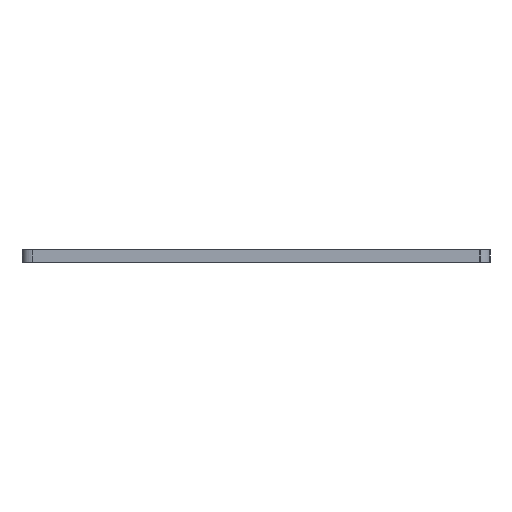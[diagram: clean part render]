
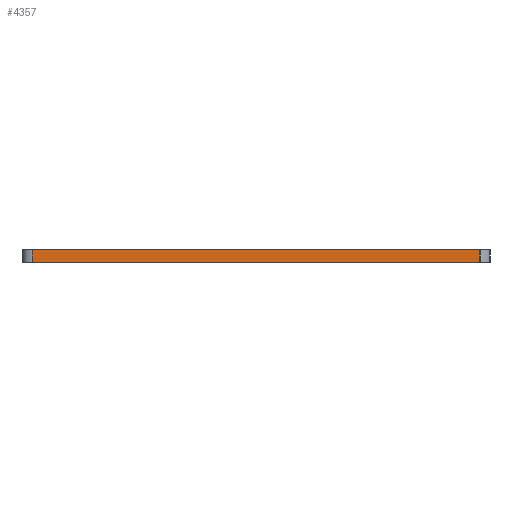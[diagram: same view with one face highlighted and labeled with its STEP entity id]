
A CAD part, front view. The second image highlights one B-rep face of the part: STEP entity #4357.
In plain terms, the highlighted planar face has unit normal (0, -1, 0).
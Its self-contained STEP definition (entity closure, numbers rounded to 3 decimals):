
#185 = VERTEX_POINT('',#186);
#186 = CARTESIAN_POINT('',(13.881,33.998,0.));
#193 = EDGE_CURVE('',#194,#185,#196,.T.);
#194 = VERTEX_POINT('',#195);
#195 = CARTESIAN_POINT('',(69.761,33.998,0.));
#196 = LINE('',#197,#198);
#197 = CARTESIAN_POINT('',(69.761,33.998,0.));
#198 = VECTOR('',#199,1.);
#199 = DIRECTION('',(-1.,0.,0.));
#2193 = VERTEX_POINT('',#2194);
#2194 = CARTESIAN_POINT('',(13.881,33.998,1.6));
#2201 = EDGE_CURVE('',#2202,#2193,#2204,.T.);
#2202 = VERTEX_POINT('',#2203);
#2203 = CARTESIAN_POINT('',(69.761,33.998,1.6));
#2204 = LINE('',#2205,#2206);
#2205 = CARTESIAN_POINT('',(69.761,33.998,1.6));
#2206 = VECTOR('',#2207,1.);
#2207 = DIRECTION('',(-1.,0.,0.));
#4327 = EDGE_CURVE('',#185,#2193,#4328,.T.);
#4328 = LINE('',#4329,#4330);
#4329 = CARTESIAN_POINT('',(13.881,33.998,0.));
#4330 = VECTOR('',#4331,1.);
#4331 = DIRECTION('',(0.,0.,1.));
#4357 = ADVANCED_FACE('',(#4358),#4369,.T.);
#4358 = FACE_BOUND('',#4359,.T.);
#4359 = EDGE_LOOP('',(#4360,#4366,#4367,#4368));
#4360 = ORIENTED_EDGE('',*,*,#4361,.T.);
#4361 = EDGE_CURVE('',#194,#2202,#4362,.T.);
#4362 = LINE('',#4363,#4364);
#4363 = CARTESIAN_POINT('',(69.761,33.998,0.));
#4364 = VECTOR('',#4365,1.);
#4365 = DIRECTION('',(0.,0.,1.));
#4366 = ORIENTED_EDGE('',*,*,#2201,.T.);
#4367 = ORIENTED_EDGE('',*,*,#4327,.F.);
#4368 = ORIENTED_EDGE('',*,*,#193,.F.);
#4369 = PLANE('',#4370);
#4370 = AXIS2_PLACEMENT_3D('',#4371,#4372,#4373);
#4371 = CARTESIAN_POINT('',(69.761,33.998,0.));
#4372 = DIRECTION('',(0.,-1.,0.));
#4373 = DIRECTION('',(-1.,0.,0.));
